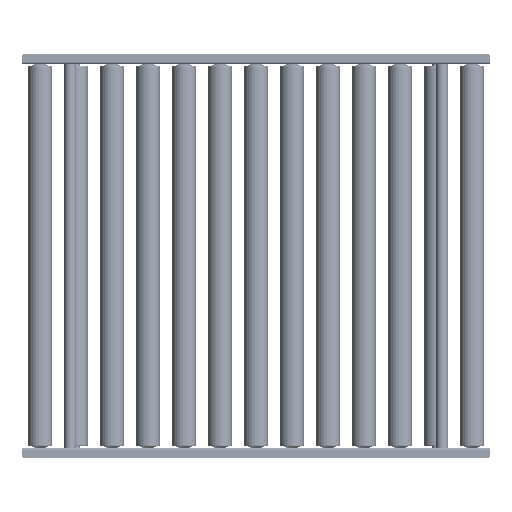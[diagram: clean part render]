
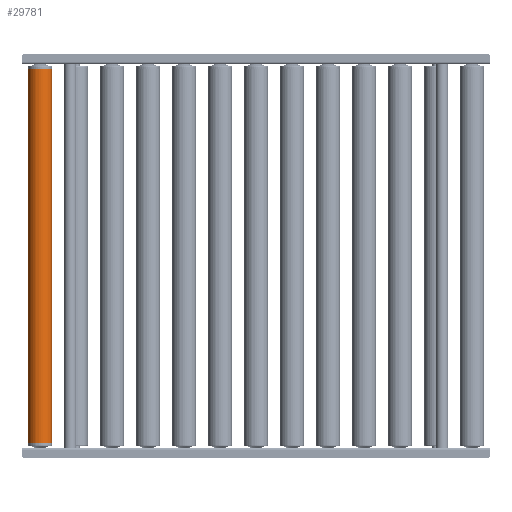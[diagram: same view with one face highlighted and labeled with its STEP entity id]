
A CAD part, front view. The second image highlights one B-rep face of the part: STEP entity #29781.
In plain terms, the highlighted cylindrical face has radius 25 mm (diameter 50 mm), a partial arc.
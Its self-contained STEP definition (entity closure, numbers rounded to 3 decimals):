
#128 = CARTESIAN_POINT ( 'NONE',  ( 780., 0., -25. ) ) ;
#255 = CARTESIAN_POINT ( 'NONE',  ( 780., 0., 0. ) ) ;
#626 = DIRECTION ( 'NONE',  ( 1., 0., 0. ) ) ;
#2124 = LINE ( 'NONE', #15264, #23185 ) ;
#3284 = VECTOR ( 'NONE', #28569, 1000. ) ;
#5772 = VERTEX_POINT ( 'NONE', #13307 ) ;
#6195 = VERTEX_POINT ( 'NONE', #128 ) ;
#6385 = CYLINDRICAL_SURFACE ( 'NONE', #11500, 25. ) ;
#7131 = DIRECTION ( 'NONE',  ( 1., 0., 0. ) ) ;
#9465 = LINE ( 'NONE', #38252, #3284 ) ;
#9542 = EDGE_CURVE ( 'NONE', #31144, #5772, #9465, .T. ) ;
#11500 = AXIS2_PLACEMENT_3D ( 'NONE', #255, #18515, #37015 ) ;
#12649 = EDGE_LOOP ( 'NONE', ( #18476, #24615, #28279, #34802 ) ) ;
#12690 = CIRCLE ( 'NONE', #15360, 25. ) ;
#13307 = CARTESIAN_POINT ( 'NONE',  ( 0., 0., 25. ) ) ;
#14461 = CIRCLE ( 'NONE', #33452, 25. ) ;
#15264 = CARTESIAN_POINT ( 'NONE',  ( 780., 0., -25. ) ) ;
#15360 = AXIS2_PLACEMENT_3D ( 'NONE', #28517, #7131, #31801 ) ;
#15444 = FACE_OUTER_BOUND ( 'NONE', #12649, .T. ) ;
#15610 = CARTESIAN_POINT ( 'NONE',  ( 780., 0., 25. ) ) ;
#17658 = EDGE_CURVE ( 'NONE', #31144, #6195, #14461, .T. ) ;
#18308 = DIRECTION ( 'NONE',  ( -1., 0., 0. ) ) ;
#18476 = ORIENTED_EDGE ( 'NONE', *, *, #34759, .F. ) ;
#18515 = DIRECTION ( 'NONE',  ( -1., 0., 0. ) ) ;
#19621 = VERTEX_POINT ( 'NONE', #40069 ) ;
#23185 = VECTOR ( 'NONE', #18308, 1000. ) ;
#24615 = ORIENTED_EDGE ( 'NONE', *, *, #17658, .F. ) ;
#27704 = EDGE_CURVE ( 'NONE', #5772, #19621, #12690, .T. ) ;
#28279 = ORIENTED_EDGE ( 'NONE', *, *, #9542, .T. ) ;
#28517 = CARTESIAN_POINT ( 'NONE',  ( 0., 0., 0. ) ) ;
#28569 = DIRECTION ( 'NONE',  ( -1., 0., 0. ) ) ;
#28952 = DIRECTION ( 'NONE',  ( 0., 0., -1. ) ) ;
#29781 = ADVANCED_FACE ( 'NONE', ( #15444 ), #6385, .T. ) ;
#31144 = VERTEX_POINT ( 'NONE', #15610 ) ;
#31801 = DIRECTION ( 'NONE',  ( 0., 0., -1. ) ) ;
#33452 = AXIS2_PLACEMENT_3D ( 'NONE', #35146, #626, #28952 ) ;
#34759 = EDGE_CURVE ( 'NONE', #6195, #19621, #2124, .T. ) ;
#34802 = ORIENTED_EDGE ( 'NONE', *, *, #27704, .T. ) ;
#35146 = CARTESIAN_POINT ( 'NONE',  ( 780., 0., 0. ) ) ;
#37015 = DIRECTION ( 'NONE',  ( 0., 0., 1. ) ) ;
#38252 = CARTESIAN_POINT ( 'NONE',  ( 780., 0., 25. ) ) ;
#40069 = CARTESIAN_POINT ( 'NONE',  ( 0., 0., -25. ) ) ;
